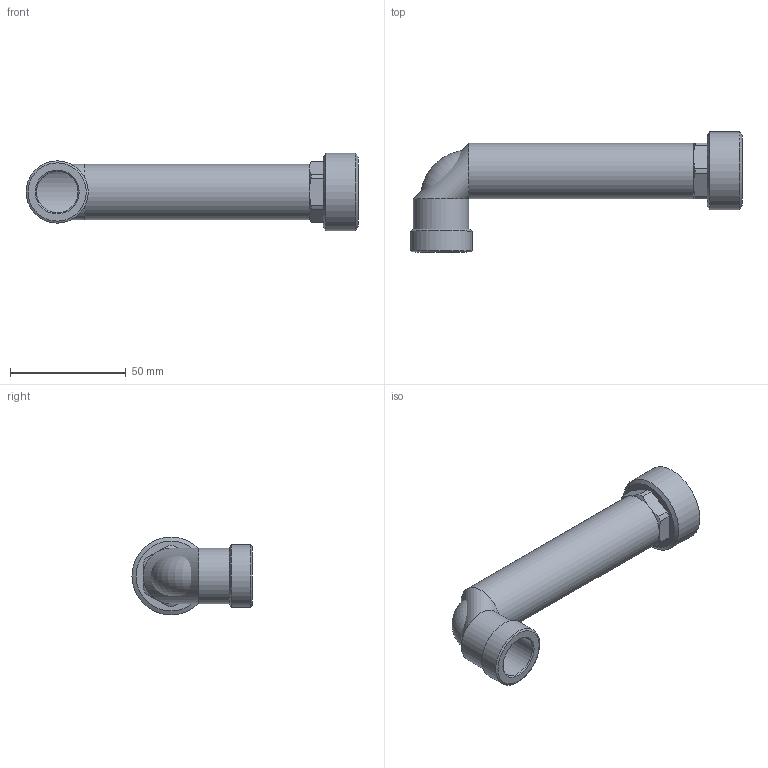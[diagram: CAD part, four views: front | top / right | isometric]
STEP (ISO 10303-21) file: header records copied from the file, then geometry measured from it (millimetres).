
FILE_DESCRIPTION(/* description */ ('Unknown','CAx-IF Rec.Pracs.---Representation and Presentation of Product Manufacturing Information (PMI)---4.0---2014-10-13','CAx-IF Rec.Pracs.---3D Tessellated Geometry---0.4---2014-09-14','2;1'),/* implementation_level */ '2;1');
FILE_NAME(/* name */ '98708713-56-130',/* time_stamp */ '2023-12-18T12:27:21+01:00',/* author */ ('Unknown'),/* organization */ ('Unknown'),/* preprocessor_version */ 'ST-DEVELOPER v18.102',/* originating_system */ 'Solid Edge',/* authorisation */ 'Unknown');
FILE_SCHEMA (('AP242_MANAGED_MODEL_BASED_3D_ENGINEERING_MIM_LF { 1 0 10303 442 1 1 4 }'));
Length unit declared in the file: millimetre
Products named in the file (1): 98708713-56-130
Bounding box: 143.45 x 51.85 x 33.7 mm (x, y, z)
Volume: 38207.7 mm3; surface area: 22955.7 mm2
Topology: 1 solids, 1 shells, 37 faces, 89 edges, 53 vertices
Faces by surface type: cylinder 13, cone 13, plane 9, torus 2
Full cylindrical faces by diameter (mm): 18 x2, 23 x1, 24 x2, 26.9 x1, 33.7 x1
Entity records: 1225 total; most frequent: CARTESIAN_POINT 188, DIRECTION 168, ORIENTED_EDGE 132, AXIS2_PLACEMENT_3D 75, EDGE_CURVE 66, EDGE_LOOP 55, FACE_BOUND 55, VERTEX_POINT 47
